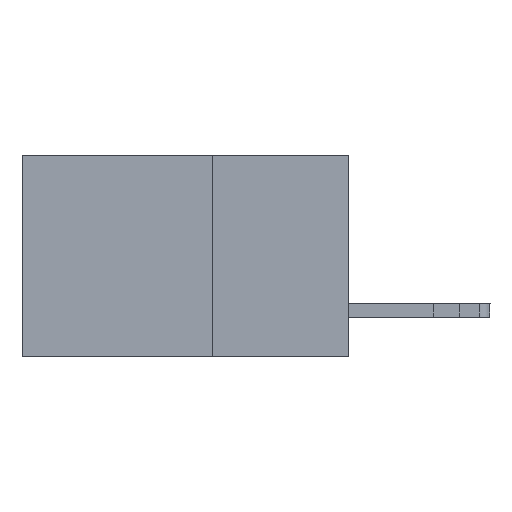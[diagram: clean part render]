
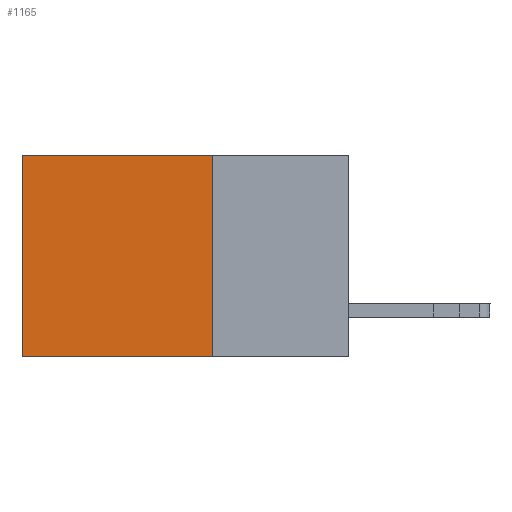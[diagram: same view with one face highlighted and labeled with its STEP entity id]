
A CAD part, left-side view. The second image highlights one B-rep face of the part: STEP entity #1165.
In plain terms, the highlighted planar face has unit normal (-1, 0, 0).
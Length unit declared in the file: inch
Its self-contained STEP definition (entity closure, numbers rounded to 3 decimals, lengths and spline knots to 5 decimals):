
#466 = VERTEX_POINT ( 'NONE', #5518 ) ;
#946 = LINE ( 'NONE', #13957, #12545 ) ;
#1165 = ADVANCED_FACE ( 'NONE', ( #4106 ), #2065, .F. ) ;
#2065 = PLANE ( 'NONE',  #2348 ) ;
#2170 = CARTESIAN_POINT ( 'NONE',  ( 0.2615, 0.25, -0.37 ) ) ;
#2348 = AXIS2_PLACEMENT_3D ( 'NONE', #8487, #12933, #7400 ) ;
#3383 = ORIENTED_EDGE ( 'NONE', *, *, #6522, .T. ) ;
#3661 = CARTESIAN_POINT ( 'NONE',  ( 0.2615, 0.25, 0. ) ) ;
#3685 = EDGE_LOOP ( 'NONE', ( #10720, #5445, #12569, #3383 ) ) ;
#3820 = VECTOR ( 'NONE', #12028, 39.37008 ) ;
#3843 = CARTESIAN_POINT ( 'NONE',  ( 0.2615, 0.25, 0. ) ) ;
#4010 = CARTESIAN_POINT ( 'NONE',  ( 0.2615, 0.25, -0.37 ) ) ;
#4106 = FACE_OUTER_BOUND ( 'NONE', #3685, .T. ) ;
#4248 = CARTESIAN_POINT ( 'NONE',  ( 0.2615, 0.6, 0. ) ) ;
#4985 = CARTESIAN_POINT ( 'NONE',  ( 0.2615, 0.25, -0.37 ) ) ;
#5445 = ORIENTED_EDGE ( 'NONE', *, *, #12199, .F. ) ;
#5518 = CARTESIAN_POINT ( 'NONE',  ( 0.2615, 0.6, -0.37 ) ) ;
#6522 = EDGE_CURVE ( 'NONE', #6825, #10281, #8169, .T. ) ;
#6825 = VERTEX_POINT ( 'NONE', #3661 ) ;
#7220 = EDGE_CURVE ( 'NONE', #10281, #466, #946, .T. ) ;
#7400 = DIRECTION ( 'NONE',  ( 0., 0., -1. ) ) ;
#8169 = LINE ( 'NONE', #3843, #11804 ) ;
#8487 = CARTESIAN_POINT ( 'NONE',  ( 0.2615, 0.25, -0.37 ) ) ;
#9405 = DIRECTION ( 'NONE',  ( 0., 0., -1. ) ) ;
#10281 = VERTEX_POINT ( 'NONE', #4248 ) ;
#10684 = DIRECTION ( 'NONE',  ( 0., 0., -1. ) ) ;
#10720 = ORIENTED_EDGE ( 'NONE', *, *, #7220, .T. ) ;
#11240 = EDGE_CURVE ( 'NONE', #6825, #13062, #12762, .T. ) ;
#11695 = LINE ( 'NONE', #4985, #3820 ) ;
#11804 = VECTOR ( 'NONE', #13014, 39.37008 ) ;
#12028 = DIRECTION ( 'NONE',  ( 0., 1., 0. ) ) ;
#12199 = EDGE_CURVE ( 'NONE', #13062, #466, #11695, .T. ) ;
#12545 = VECTOR ( 'NONE', #10684, 39.37008 ) ;
#12569 = ORIENTED_EDGE ( 'NONE', *, *, #11240, .F. ) ;
#12600 = VECTOR ( 'NONE', #9405, 39.37008 ) ;
#12762 = LINE ( 'NONE', #4010, #12600 ) ;
#12933 = DIRECTION ( 'NONE',  ( 1., 0., 0. ) ) ;
#13014 = DIRECTION ( 'NONE',  ( 0., 1., 0. ) ) ;
#13062 = VERTEX_POINT ( 'NONE', #2170 ) ;
#13957 = CARTESIAN_POINT ( 'NONE',  ( 0.2615, 0.6, -0.37 ) ) ;
